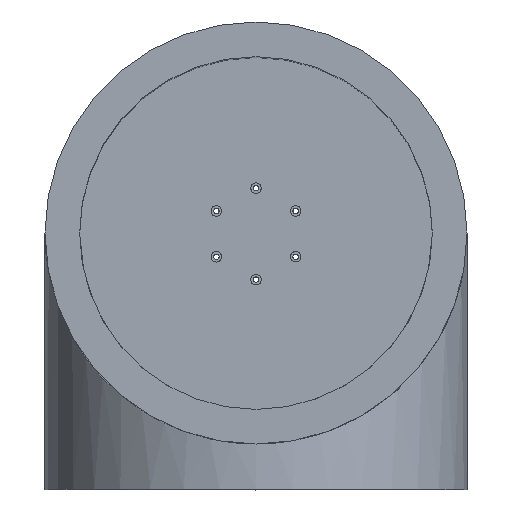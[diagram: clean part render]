
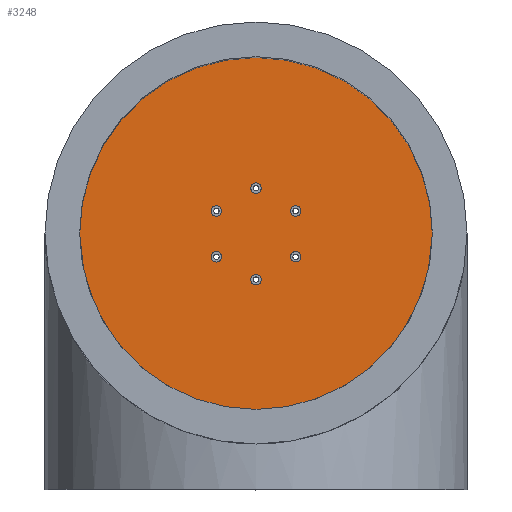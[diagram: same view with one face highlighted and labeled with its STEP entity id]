
A CAD part, top view. The second image highlights one B-rep face of the part: STEP entity #3248.
In plain terms, the highlighted planar face has unit normal (0, 0, 1).
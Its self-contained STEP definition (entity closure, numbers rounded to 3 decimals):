
#19 = EDGE_CURVE ( 'NONE', #3687, #2264, #3877, .T. ) ;
#81 = CARTESIAN_POINT ( 'NONE',  ( 0.004, 15.18, 9. ) ) ;
#85 = EDGE_CURVE ( 'NONE', #1884, #554, #3811, .T. ) ;
#108 = EDGE_CURVE ( 'NONE', #3004, #976, #3678, .T. ) ;
#130 = CIRCLE ( 'NONE', #1110, 1.75 ) ;
#158 = CARTESIAN_POINT ( 'NONE',  ( -11.396, -7.59, 9. ) ) ;
#177 = CARTESIAN_POINT ( 'NONE',  ( -58.5, 0., 9. ) ) ;
#182 = AXIS2_PLACEMENT_3D ( 'NONE', #3267, #1681, #837 ) ;
#205 = FACE_BOUND ( 'NONE', #2173, .T. ) ;
#242 = ORIENTED_EDGE ( 'NONE', *, *, #108, .F. ) ;
#247 = CIRCLE ( 'NONE', #182, 1.75 ) ;
#278 = EDGE_CURVE ( 'NONE', #2294, #1354, #3009, .T. ) ;
#378 = CARTESIAN_POINT ( 'NONE',  ( 14.904, -7.577, 9. ) ) ;
#388 = EDGE_CURVE ( 'NONE', #430, #853, #247, .T. ) ;
#395 = DIRECTION ( 'NONE',  ( 1., 0., 0. ) ) ;
#407 = DIRECTION ( 'NONE',  ( 1., 0., 0. ) ) ;
#430 = VERTEX_POINT ( 'NONE', #2147 ) ;
#474 = DIRECTION ( 'NONE',  ( 0., 0., 1. ) ) ;
#480 = CARTESIAN_POINT ( 'NONE',  ( 11.404, -7.577, 9. ) ) ;
#486 = DIRECTION ( 'NONE',  ( 0., 0., 1. ) ) ;
#505 = DIRECTION ( 'NONE',  ( 1., 0., 0. ) ) ;
#514 = AXIS2_PLACEMENT_3D ( 'NONE', #3797, #3821, #1627 ) ;
#527 = DIRECTION ( 'NONE',  ( -1., 0., 0. ) ) ;
#528 = FACE_BOUND ( 'NONE', #1666, .T. ) ;
#551 = FACE_BOUND ( 'NONE', #2456, .T. ) ;
#554 = VERTEX_POINT ( 'NONE', #3914 ) ;
#608 = ORIENTED_EDGE ( 'NONE', *, *, #2784, .F. ) ;
#620 = AXIS2_PLACEMENT_3D ( 'NONE', #1139, #3286, #3586 ) ;
#630 = CIRCLE ( 'NONE', #3718, 1.75 ) ;
#651 = EDGE_CURVE ( 'NONE', #3707, #2908, #1994, .T. ) ;
#669 = CARTESIAN_POINT ( 'NONE',  ( -11.396, 7.59, 9. ) ) ;
#705 = CARTESIAN_POINT ( 'NONE',  ( 0., 0., 9. ) ) ;
#706 = CARTESIAN_POINT ( 'NONE',  ( -14.896, -7.59, 9. ) ) ;
#709 = ORIENTED_EDGE ( 'NONE', *, *, #19, .F. ) ;
#837 = DIRECTION ( 'NONE',  ( 1., 0., 0. ) ) ;
#853 = VERTEX_POINT ( 'NONE', #1757 ) ;
#879 = DIRECTION ( 'NONE',  ( 1., 0., 0. ) ) ;
#926 = CARTESIAN_POINT ( 'NONE',  ( 0.004, 15.18, 9. ) ) ;
#948 = DIRECTION ( 'NONE',  ( 0., 0., 1. ) ) ;
#958 = ORIENTED_EDGE ( 'NONE', *, *, #278, .F. ) ;
#976 = VERTEX_POINT ( 'NONE', #3800 ) ;
#1023 = EDGE_LOOP ( 'NONE', ( #2732, #1208 ) ) ;
#1063 = VERTEX_POINT ( 'NONE', #669 ) ;
#1072 = CARTESIAN_POINT ( 'NONE',  ( 58.5, 0., 9. ) ) ;
#1110 = AXIS2_PLACEMENT_3D ( 'NONE', #1924, #474, #407 ) ;
#1121 = FACE_BOUND ( 'NONE', #2261, .T. ) ;
#1136 = ORIENTED_EDGE ( 'NONE', *, *, #85, .F. ) ;
#1139 = CARTESIAN_POINT ( 'NONE',  ( 0., 0., 9. ) ) ;
#1148 = DIRECTION ( 'NONE',  ( 0., 0., 1. ) ) ;
#1167 = AXIS2_PLACEMENT_3D ( 'NONE', #2387, #3614, #3938 ) ;
#1191 = DIRECTION ( 'NONE',  ( 1., 0., 0. ) ) ;
#1208 = ORIENTED_EDGE ( 'NONE', *, *, #388, .F. ) ;
#1236 = ORIENTED_EDGE ( 'NONE', *, *, #2648, .F. ) ;
#1294 = EDGE_CURVE ( 'NONE', #2264, #3687, #630, .T. ) ;
#1297 = DIRECTION ( 'NONE',  ( 1., 0., 0. ) ) ;
#1354 = VERTEX_POINT ( 'NONE', #480 ) ;
#1362 = CARTESIAN_POINT ( 'NONE',  ( -14.896, 7.59, 9. ) ) ;
#1370 = AXIS2_PLACEMENT_3D ( 'NONE', #3879, #2302, #2023 ) ;
#1412 = CIRCLE ( 'NONE', #1536, 1.75 ) ;
#1447 = FACE_BOUND ( 'NONE', #1023, .T. ) ;
#1525 = DIRECTION ( 'NONE',  ( 0., 0., 1. ) ) ;
#1533 = CARTESIAN_POINT ( 'NONE',  ( 0.004, -15.18, 9. ) ) ;
#1536 = AXIS2_PLACEMENT_3D ( 'NONE', #1533, #1148, #1191 ) ;
#1627 = DIRECTION ( 'NONE',  ( 1., 0., 0. ) ) ;
#1666 = EDGE_LOOP ( 'NONE', ( #958, #2143 ) ) ;
#1675 = CIRCLE ( 'NONE', #1167, 1.75 ) ;
#1680 = EDGE_LOOP ( 'NONE', ( #1236, #2168 ) ) ;
#1681 = DIRECTION ( 'NONE',  ( 0., 0., 1. ) ) ;
#1683 = CARTESIAN_POINT ( 'NONE',  ( -1.746, 15.18, 9. ) ) ;
#1757 = CARTESIAN_POINT ( 'NONE',  ( 1.754, -15.18, 9. ) ) ;
#1759 = FACE_BOUND ( 'NONE', #1680, .T. ) ;
#1865 = CIRCLE ( 'NONE', #2706, 58.5 ) ;
#1884 = VERTEX_POINT ( 'NONE', #2129 ) ;
#1916 = DIRECTION ( 'NONE',  ( -1., 0., 0. ) ) ;
#1924 = CARTESIAN_POINT ( 'NONE',  ( -13.146, 7.59, 9. ) ) ;
#1979 = CARTESIAN_POINT ( 'NONE',  ( 13.154, 7.577, 9. ) ) ;
#1994 = CIRCLE ( 'NONE', #2411, 58.5 ) ;
#2023 = DIRECTION ( 'NONE',  ( 1., 0., 0. ) ) ;
#2074 = AXIS2_PLACEMENT_3D ( 'NONE', #1979, #486, #505 ) ;
#2097 = EDGE_CURVE ( 'NONE', #976, #3004, #3153, .T. ) ;
#2129 = CARTESIAN_POINT ( 'NONE',  ( 11.404, 7.577, 9. ) ) ;
#2138 = AXIS2_PLACEMENT_3D ( 'NONE', #81, #1525, #879 ) ;
#2143 = ORIENTED_EDGE ( 'NONE', *, *, #3884, .F. ) ;
#2147 = CARTESIAN_POINT ( 'NONE',  ( -1.746, -15.18, 9. ) ) ;
#2168 = ORIENTED_EDGE ( 'NONE', *, *, #2627, .F. ) ;
#2173 = EDGE_LOOP ( 'NONE', ( #709, #2722 ) ) ;
#2182 = DIRECTION ( 'NONE',  ( 0., 0., 1. ) ) ;
#2199 = DIRECTION ( 'NONE',  ( 0., 0., 1. ) ) ;
#2222 = DIRECTION ( 'NONE',  ( 1., 0., 0. ) ) ;
#2261 = EDGE_LOOP ( 'NONE', ( #3257, #242 ) ) ;
#2264 = VERTEX_POINT ( 'NONE', #706 ) ;
#2294 = VERTEX_POINT ( 'NONE', #378 ) ;
#2302 = DIRECTION ( 'NONE',  ( 0., 0., 1. ) ) ;
#2387 = CARTESIAN_POINT ( 'NONE',  ( 13.154, 7.577, 9. ) ) ;
#2403 = CARTESIAN_POINT ( 'NONE',  ( 0., 0., 9. ) ) ;
#2411 = AXIS2_PLACEMENT_3D ( 'NONE', #705, #2555, #1916 ) ;
#2456 = EDGE_LOOP ( 'NONE', ( #608, #1136 ) ) ;
#2551 = CIRCLE ( 'NONE', #3910, 1.75 ) ;
#2552 = AXIS2_PLACEMENT_3D ( 'NONE', #3479, #3805, #2870 ) ;
#2555 = DIRECTION ( 'NONE',  ( 0., 0., -1. ) ) ;
#2572 = EDGE_CURVE ( 'NONE', #2908, #3707, #1865, .T. ) ;
#2627 = EDGE_CURVE ( 'NONE', #3036, #1063, #3278, .T. ) ;
#2648 = EDGE_CURVE ( 'NONE', #1063, #3036, #130, .T. ) ;
#2660 = FACE_OUTER_BOUND ( 'NONE', #3935, .T. ) ;
#2706 = AXIS2_PLACEMENT_3D ( 'NONE', #2403, #3285, #527 ) ;
#2722 = ORIENTED_EDGE ( 'NONE', *, *, #1294, .F. ) ;
#2732 = ORIENTED_EDGE ( 'NONE', *, *, #3807, .F. ) ;
#2771 = CARTESIAN_POINT ( 'NONE',  ( 13.154, -7.577, 9. ) ) ;
#2784 = EDGE_CURVE ( 'NONE', #554, #1884, #1675, .T. ) ;
#2834 = AXIS2_PLACEMENT_3D ( 'NONE', #926, #2199, #1297 ) ;
#2870 = DIRECTION ( 'NONE',  ( 1., 0., 0. ) ) ;
#2872 = CARTESIAN_POINT ( 'NONE',  ( -13.146, -7.59, 9. ) ) ;
#2908 = VERTEX_POINT ( 'NONE', #1072 ) ;
#3004 = VERTEX_POINT ( 'NONE', #1683 ) ;
#3009 = CIRCLE ( 'NONE', #2552, 1.75 ) ;
#3036 = VERTEX_POINT ( 'NONE', #1362 ) ;
#3153 = CIRCLE ( 'NONE', #2834, 1.75 ) ;
#3248 = ADVANCED_FACE ( 'NONE', ( #551, #1121, #1759, #205, #1447, #528, #2660 ), #3892, .F. ) ;
#3257 = ORIENTED_EDGE ( 'NONE', *, *, #2097, .F. ) ;
#3267 = CARTESIAN_POINT ( 'NONE',  ( 0.004, -15.18, 9. ) ) ;
#3278 = CIRCLE ( 'NONE', #514, 1.75 ) ;
#3285 = DIRECTION ( 'NONE',  ( 0., 0., -1. ) ) ;
#3286 = DIRECTION ( 'NONE',  ( 0., 0., -1. ) ) ;
#3349 = ORIENTED_EDGE ( 'NONE', *, *, #651, .F. ) ;
#3479 = CARTESIAN_POINT ( 'NONE',  ( 13.154, -7.577, 9. ) ) ;
#3507 = ORIENTED_EDGE ( 'NONE', *, *, #2572, .F. ) ;
#3586 = DIRECTION ( 'NONE',  ( -1., 0., 0. ) ) ;
#3614 = DIRECTION ( 'NONE',  ( 0., 0., 1. ) ) ;
#3678 = CIRCLE ( 'NONE', #2138, 1.75 ) ;
#3687 = VERTEX_POINT ( 'NONE', #158 ) ;
#3707 = VERTEX_POINT ( 'NONE', #177 ) ;
#3718 = AXIS2_PLACEMENT_3D ( 'NONE', #2872, #948, #395 ) ;
#3797 = CARTESIAN_POINT ( 'NONE',  ( -13.146, 7.59, 9. ) ) ;
#3800 = CARTESIAN_POINT ( 'NONE',  ( 1.754, 15.18, 9. ) ) ;
#3805 = DIRECTION ( 'NONE',  ( 0., 0., 1. ) ) ;
#3807 = EDGE_CURVE ( 'NONE', #853, #430, #1412, .T. ) ;
#3811 = CIRCLE ( 'NONE', #2074, 1.75 ) ;
#3821 = DIRECTION ( 'NONE',  ( 0., 0., 1. ) ) ;
#3877 = CIRCLE ( 'NONE', #1370, 1.75 ) ;
#3879 = CARTESIAN_POINT ( 'NONE',  ( -13.146, -7.59, 9. ) ) ;
#3884 = EDGE_CURVE ( 'NONE', #1354, #2294, #2551, .T. ) ;
#3892 = PLANE ( 'NONE',  #620 ) ;
#3910 = AXIS2_PLACEMENT_3D ( 'NONE', #2771, #2182, #2222 ) ;
#3914 = CARTESIAN_POINT ( 'NONE',  ( 14.904, 7.577, 9. ) ) ;
#3935 = EDGE_LOOP ( 'NONE', ( #3349, #3507 ) ) ;
#3938 = DIRECTION ( 'NONE',  ( 1., 0., 0. ) ) ;
